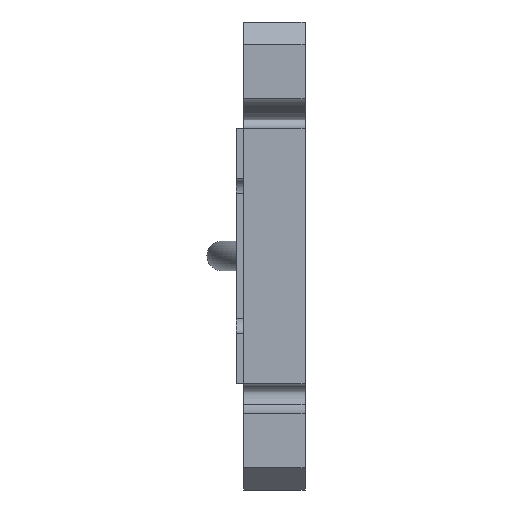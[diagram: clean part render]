
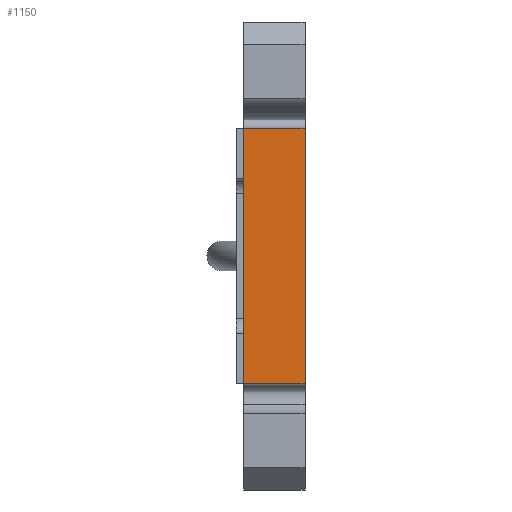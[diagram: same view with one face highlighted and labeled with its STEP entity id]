
A CAD part, left-side view. The second image highlights one B-rep face of the part: STEP entity #1150.
In plain terms, the highlighted planar face has unit normal (-1, 0, 0).
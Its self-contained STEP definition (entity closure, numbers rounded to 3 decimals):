
#48=PLANE('',#1274);
#97=LINE('',#1805,#211);
#107=LINE('',#1837,#221);
#157=LINE('',#1974,#271);
#158=LINE('',#1976,#272);
#211=VECTOR('',#1404,10.);
#221=VECTOR('',#1430,10.);
#271=VECTOR('',#1586,10.);
#272=VECTOR('',#1589,10.);
#352=FACE_OUTER_BOUND('',#417,.T.);
#417=EDGE_LOOP('',(#1048,#1049,#1050,#1051));
#547=VERTEX_POINT('',#1802);
#548=VERTEX_POINT('',#1804);
#561=VERTEX_POINT('',#1834);
#562=VERTEX_POINT('',#1836);
#669=EDGE_CURVE('',#547,#548,#97,.T.);
#685=EDGE_CURVE('',#561,#562,#107,.T.);
#755=EDGE_CURVE('',#561,#548,#157,.T.);
#756=EDGE_CURVE('',#562,#547,#158,.T.);
#1048=ORIENTED_EDGE('',*,*,#685,.F.);
#1049=ORIENTED_EDGE('',*,*,#755,.T.);
#1050=ORIENTED_EDGE('',*,*,#669,.F.);
#1051=ORIENTED_EDGE('',*,*,#756,.F.);
#1150=ADVANCED_FACE('',(#352),#48,.T.);
#1274=AXIS2_PLACEMENT_3D('',#1975,#1587,#1588);
#1404=DIRECTION('',(0.,0.,1.));
#1430=DIRECTION('',(0.,0.,-1.));
#1586=DIRECTION('',(0.,1.,0.));
#1587=DIRECTION('center_axis',(-1.,0.,0.));
#1588=DIRECTION('ref_axis',(0.,0.,1.));
#1589=DIRECTION('',(0.,1.,0.));
#1802=CARTESIAN_POINT('',(-31.75,8.3,-17.364));
#1804=CARTESIAN_POINT('',(-31.75,8.3,17.336));
#1805=CARTESIAN_POINT('',(-31.75,8.3,-0.014));
#1834=CARTESIAN_POINT('',(-31.75,0.,17.336));
#1836=CARTESIAN_POINT('',(-31.75,0.,-17.364));
#1837=CARTESIAN_POINT('',(-31.75,0.,-0.014));
#1974=CARTESIAN_POINT('',(-31.75,0.,17.336));
#1975=CARTESIAN_POINT('Origin',(-31.75,0.,-17.364));
#1976=CARTESIAN_POINT('',(-31.75,0.,-17.364));
